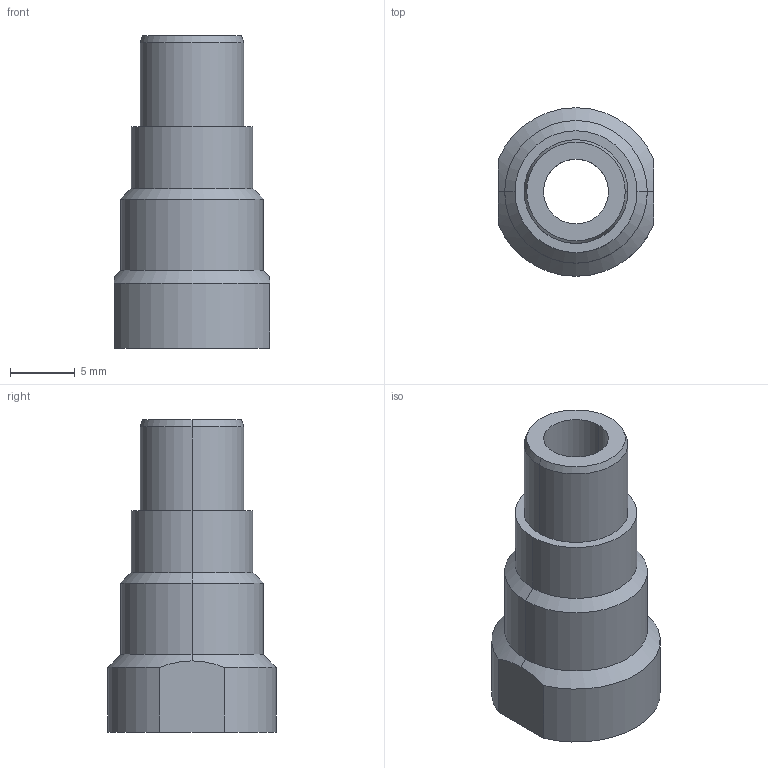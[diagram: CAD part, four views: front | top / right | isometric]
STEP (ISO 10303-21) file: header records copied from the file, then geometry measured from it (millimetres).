
FILE_DESCRIPTION (( 'STEP AP214' ), '1' );
FILE_NAME ('glow_plug_insert.STEP', '2024-01-21T23:39:19', ( '' ), ( '' ), 'SwSTEP 2.0', 'SolidWorks 2022', '' );
FILE_SCHEMA (( 'AUTOMOTIVE_DESIGN' ));
Length unit declared in the file: millimetre
Products named in the file (1): glow_plug_insert
Bounding box: 12 x 13 x 24.1 mm (x, y, z)
Volume: 1270.1 mm3; surface area: 1420.4 mm2
Topology: 1 solids, 1 shells, 25 faces, 54 edges, 32 vertices
Faces by surface type: cylinder 12, cone 8, plane 5
Entity records: 754 total; most frequent: CARTESIAN_POINT 136, DIRECTION 128, ORIENTED_EDGE 108, EDGE_CURVE 54, AXIS2_PLACEMENT_3D 52, VERTEX_POINT 32, EDGE_LOOP 28, CIRCLE 26
